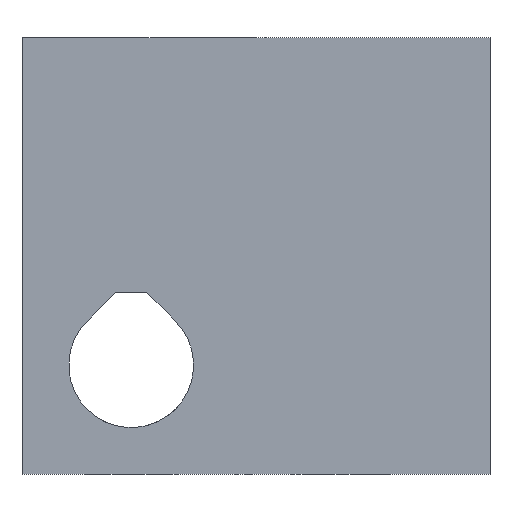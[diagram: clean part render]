
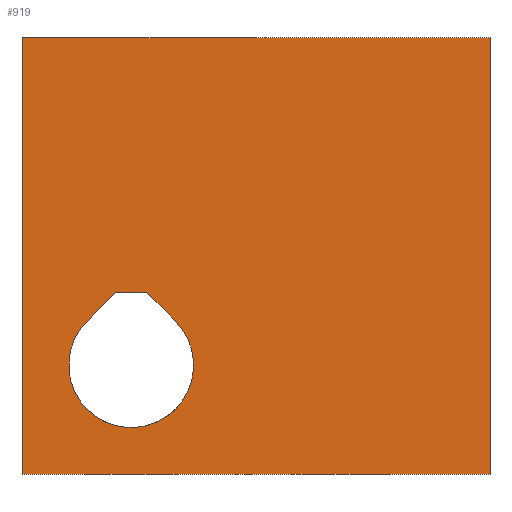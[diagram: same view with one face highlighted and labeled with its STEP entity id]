
A CAD part, left-side view. The second image highlights one B-rep face of the part: STEP entity #919.
In plain terms, the highlighted planar face has unit normal (-1, 0, 0).
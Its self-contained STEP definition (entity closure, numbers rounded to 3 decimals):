
#19=FACE_BOUND('',#123,.T.);
#31=PLANE('',#985);
#74=FACE_OUTER_BOUND('',#122,.T.);
#122=EDGE_LOOP('',(#756,#757,#758,#759));
#123=EDGE_LOOP('',(#760,#761,#762,#763));
#151=CIRCLE('',#986,4.);
#238=LINE('',#2894,#309);
#242=LINE('',#2902,#313);
#245=LINE('',#2908,#316);
#246=LINE('',#2909,#317);
#247=LINE('',#2912,#318);
#248=LINE('',#2916,#319);
#249=LINE('',#2917,#320);
#309=VECTOR('',#1111,10.);
#313=VECTOR('',#1117,10.);
#316=VECTOR('',#1122,10.);
#317=VECTOR('',#1123,10.);
#318=VECTOR('',#1124,10.);
#319=VECTOR('',#1127,10.);
#320=VECTOR('',#1128,10.);
#408=VERTEX_POINT('',#2888);
#410=VERTEX_POINT('',#2892);
#413=VERTEX_POINT('',#2901);
#415=VERTEX_POINT('',#2907);
#416=VERTEX_POINT('',#2910);
#417=VERTEX_POINT('',#2911);
#418=VERTEX_POINT('',#2913);
#419=VERTEX_POINT('',#2915);
#530=EDGE_CURVE('',#408,#410,#238,.T.);
#534=EDGE_CURVE('',#413,#408,#242,.T.);
#537=EDGE_CURVE('',#415,#410,#245,.T.);
#538=EDGE_CURVE('',#413,#415,#246,.T.);
#539=EDGE_CURVE('',#416,#417,#247,.T.);
#540=EDGE_CURVE('',#417,#418,#151,.T.);
#541=EDGE_CURVE('',#418,#419,#248,.T.);
#542=EDGE_CURVE('',#419,#416,#249,.T.);
#756=ORIENTED_EDGE('',*,*,#530,.T.);
#757=ORIENTED_EDGE('',*,*,#537,.F.);
#758=ORIENTED_EDGE('',*,*,#538,.F.);
#759=ORIENTED_EDGE('',*,*,#534,.T.);
#760=ORIENTED_EDGE('',*,*,#539,.T.);
#761=ORIENTED_EDGE('',*,*,#540,.T.);
#762=ORIENTED_EDGE('',*,*,#541,.T.);
#763=ORIENTED_EDGE('',*,*,#542,.T.);
#919=ADVANCED_FACE('',(#74,#19),#31,.T.);
#985=AXIS2_PLACEMENT_3D('',#2906,#1120,#1121);
#986=AXIS2_PLACEMENT_3D('',#2914,#1125,#1126);
#1111=DIRECTION('',(0.,1.,0.));
#1117=DIRECTION('',(0.,0.,1.));
#1120=DIRECTION('center_axis',(-1.,0.,0.));
#1121=DIRECTION('ref_axis',(0.,-1.,0.));
#1122=DIRECTION('',(0.,0.,1.));
#1123=DIRECTION('',(0.,1.,0.));
#1124=DIRECTION('',(0.,-0.707,-0.707));
#1125=DIRECTION('center_axis',(1.,0.,0.));
#1126=DIRECTION('ref_axis',(0.,1.,0.));
#1127=DIRECTION('',(0.,-0.707,0.707));
#1128=DIRECTION('',(0.,-1.,0.));
#2888=CARTESIAN_POINT('',(0.,-30.,28.));
#2892=CARTESIAN_POINT('',(0.,0.,28.));
#2894=CARTESIAN_POINT('',(0.,-15.,28.));
#2901=CARTESIAN_POINT('',(0.,-30.,0.));
#2902=CARTESIAN_POINT('',(0.,-30.,0.));
#2906=CARTESIAN_POINT('Origin',(0.,0.,0.));
#2907=CARTESIAN_POINT('',(0.,0.,0.));
#2908=CARTESIAN_POINT('',(0.,0.,0.));
#2909=CARTESIAN_POINT('',(0.,-30.,0.));
#2910=CARTESIAN_POINT('',(0.,-8.,11.657));
#2911=CARTESIAN_POINT('',(0.,-9.828,9.828));
#2912=CARTESIAN_POINT('',(0.,-9.828,9.828));
#2913=CARTESIAN_POINT('',(0.,-4.172,9.828));
#2914=CARTESIAN_POINT('Origin',(0.,-7.,7.));
#2915=CARTESIAN_POINT('',(0.,-6.,11.657));
#2916=CARTESIAN_POINT('',(0.,-1.586,7.243));
#2917=CARTESIAN_POINT('',(0.,-4.,11.657));
